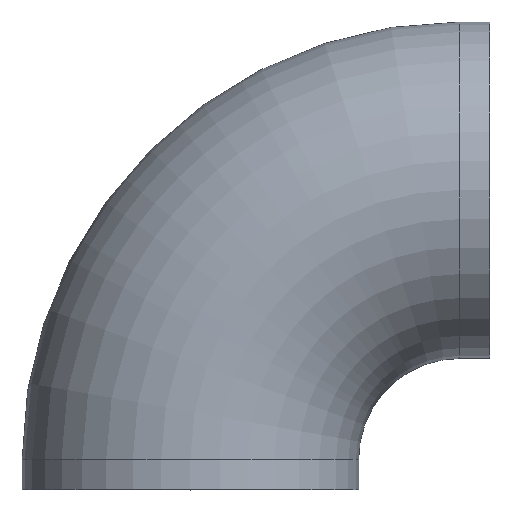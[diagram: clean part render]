
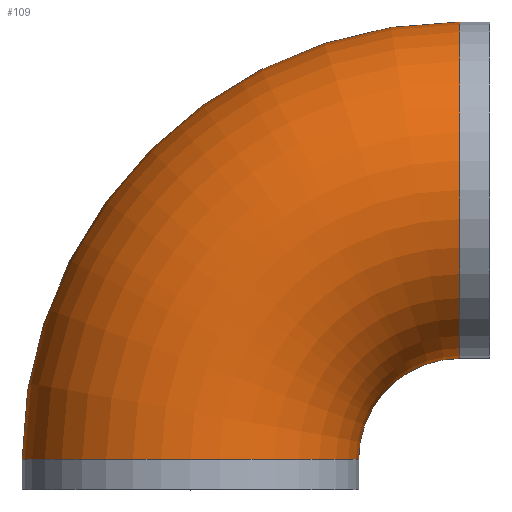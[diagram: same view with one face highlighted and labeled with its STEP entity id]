
A CAD part, top view. The second image highlights one B-rep face of the part: STEP entity #109.
In plain terms, the highlighted toroidal (fillet/blend) face has major radius 400 mm and minor radius 250 mm.
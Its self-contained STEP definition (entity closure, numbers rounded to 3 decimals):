
#93 = EDGE_CURVE( '', #143, #179, #228, .T. );
#109 = ADVANCED_FACE( '', ( #244 ), #245, .T. );
#111 = VERTEX_POINT( '', #247 );
#119 = EDGE_CURVE( '', #111, #141, #256, .T. );
#141 = VERTEX_POINT( '', #281 );
#143 = VERTEX_POINT( '', #283 );
#155 = EDGE_CURVE( '', #111, #179, #301, .T. );
#179 = VERTEX_POINT( '', #326 );
#181 = EDGE_CURVE( '', #143, #141, #328, .T. );
#228 = CIRCLE( '', #371, 250. );
#244 = FACE_OUTER_BOUND( '', #392, .T. );
#245 = TOROIDAL_SURFACE( '', #393, 400., 250. );
#247 = CARTESIAN_POINT( '', ( 400., 695., 0. ) );
#256 = CIRCLE( '', #407, 250. );
#281 = CARTESIAN_POINT( '', ( 400., 195., 0. ) );
#283 = CARTESIAN_POINT( '', ( 250., 45., 0. ) );
#301 = CIRCLE( '', #461, 650. );
#326 = CARTESIAN_POINT( '', ( -250., 45., 0. ) );
#328 = CIRCLE( '', #497, 150. );
#371 = AXIS2_PLACEMENT_3D( '', #535, #536, #537 );
#392 = EDGE_LOOP( '', ( #543, #544, #545, #546 ) );
#393 = AXIS2_PLACEMENT_3D( '', #547, #548, #549 );
#407 = AXIS2_PLACEMENT_3D( '', #564, #565, #566 );
#461 = AXIS2_PLACEMENT_3D( '', #650, #651, #652 );
#497 = AXIS2_PLACEMENT_3D( '', #670, #671, #672 );
#535 = CARTESIAN_POINT( '', ( 0., 45., 0. ) );
#536 = DIRECTION( '', ( 0., -1., 0. ) );
#537 = DIRECTION( '', ( 1., 0., 0. ) );
#543 = ORIENTED_EDGE( '', *, *, #155, .T. );
#544 = ORIENTED_EDGE( '', *, *, #93, .F. );
#545 = ORIENTED_EDGE( '', *, *, #181, .T. );
#546 = ORIENTED_EDGE( '', *, *, #119, .F. );
#547 = CARTESIAN_POINT( '', ( 400., 45., 0. ) );
#548 = DIRECTION( '', ( 0., 0., 1. ) );
#549 = DIRECTION( '', ( 1., 0., 0. ) );
#564 = CARTESIAN_POINT( '', ( 400., 445., 0. ) );
#565 = DIRECTION( '', ( 1., 0., 0. ) );
#566 = DIRECTION( '', ( 0., -1., 0. ) );
#650 = CARTESIAN_POINT( '', ( 400., 45., 0. ) );
#651 = DIRECTION( '', ( 0., 0., 1. ) );
#652 = DIRECTION( '', ( 1., 0., 0. ) );
#670 = CARTESIAN_POINT( '', ( 400., 45., 0. ) );
#671 = DIRECTION( '', ( 0., 0., -1. ) );
#672 = DIRECTION( '', ( 1., 0., 0. ) );
